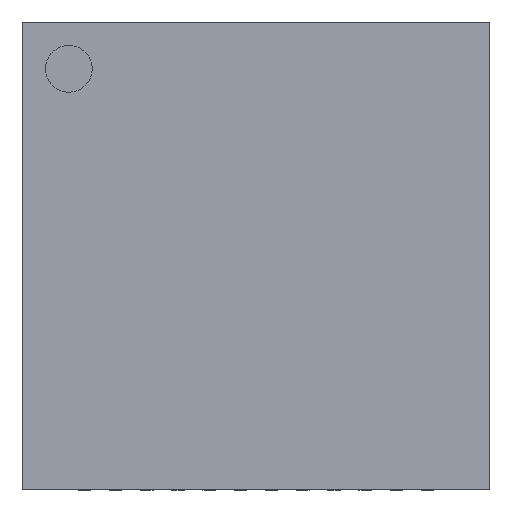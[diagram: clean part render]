
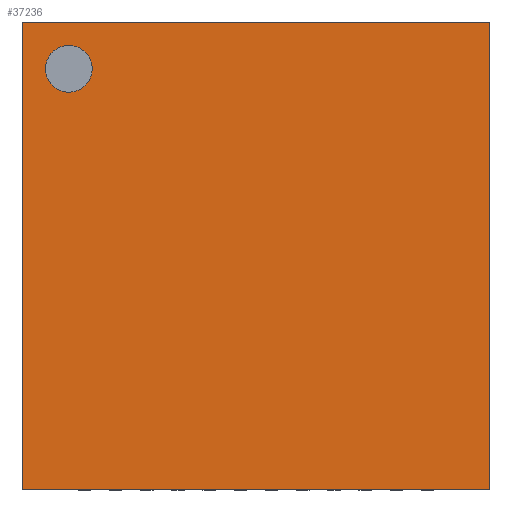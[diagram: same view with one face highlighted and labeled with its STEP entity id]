
A CAD part, top view. The second image highlights one B-rep face of the part: STEP entity #37236.
In plain terms, the highlighted planar face has unit normal (0, 0, 1).
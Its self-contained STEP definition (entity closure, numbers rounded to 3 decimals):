
#51 = CARTESIAN_POINT ( 'NONE',  ( -3., 3., 0.75 ) ) ;
#98 = ORIENTED_EDGE ( 'NONE', *, *, #22527, .F. ) ;
#305 = VERTEX_POINT ( 'NONE', #28486 ) ;
#1582 = CARTESIAN_POINT ( 'NONE',  ( -2.7, 2.4, 0.75 ) ) ;
#1969 = DIRECTION ( 'NONE',  ( 1., 0., 0. ) ) ;
#1989 = DIRECTION ( 'NONE',  ( 0., 1., 0. ) ) ;
#2416 = LINE ( 'NONE', #11574, #31622 ) ;
#4822 = FACE_BOUND ( 'NONE', #30111, .T. ) ;
#5829 = EDGE_CURVE ( 'NONE', #13154, #26988, #2416, .T. ) ;
#6781 = DIRECTION ( 'NONE',  ( -1., 0., 0. ) ) ;
#8308 = AXIS2_PLACEMENT_3D ( 'NONE', #10322, #24008, #36438 ) ;
#8487 = CARTESIAN_POINT ( 'NONE',  ( -3., 3., 0.75 ) ) ;
#8498 = FACE_OUTER_BOUND ( 'NONE', #27990, .T. ) ;
#9885 = LINE ( 'NONE', #23136, #40525 ) ;
#10300 = ORIENTED_EDGE ( 'NONE', *, *, #20106, .T. ) ;
#10322 = CARTESIAN_POINT ( 'NONE',  ( -2.4, 2.4, 0.75 ) ) ;
#11264 = VECTOR ( 'NONE', #40026, 1000. ) ;
#11574 = CARTESIAN_POINT ( 'NONE',  ( 3., 3., 0.75 ) ) ;
#11737 = VERTEX_POINT ( 'NONE', #16172 ) ;
#12107 = CIRCLE ( 'NONE', #17654, 0.3 ) ;
#13154 = VERTEX_POINT ( 'NONE', #31796 ) ;
#14316 = VECTOR ( 'NONE', #6781, 1000. ) ;
#15013 = PLANE ( 'NONE',  #40750 ) ;
#16172 = CARTESIAN_POINT ( 'NONE',  ( -2.1, 2.4, 0.75 ) ) ;
#17654 = AXIS2_PLACEMENT_3D ( 'NONE', #23800, #27077, #39138 ) ;
#20106 = EDGE_CURVE ( 'NONE', #35547, #305, #40664, .T. ) ;
#20876 = EDGE_CURVE ( 'NONE', #305, #13154, #9885, .T. ) ;
#20899 = VERTEX_POINT ( 'NONE', #1582 ) ;
#22527 = EDGE_CURVE ( 'NONE', #11737, #20899, #12107, .T. ) ;
#23136 = CARTESIAN_POINT ( 'NONE',  ( -3., -3., 0.75 ) ) ;
#23800 = CARTESIAN_POINT ( 'NONE',  ( -2.4, 2.4, 0.75 ) ) ;
#24008 = DIRECTION ( 'NONE',  ( 0., 0., 1. ) ) ;
#26988 = VERTEX_POINT ( 'NONE', #30000 ) ;
#27066 = DIRECTION ( 'NONE',  ( 1., 0., 0. ) ) ;
#27077 = DIRECTION ( 'NONE',  ( 0., 0., 1. ) ) ;
#27833 = EDGE_CURVE ( 'NONE', #26988, #35547, #36607, .T. ) ;
#27990 = EDGE_LOOP ( 'NONE', ( #37872, #29125, #10300, #30840 ) ) ;
#28486 = CARTESIAN_POINT ( 'NONE',  ( -3., -3., 0.75 ) ) ;
#29125 = ORIENTED_EDGE ( 'NONE', *, *, #27833, .T. ) ;
#29865 = CIRCLE ( 'NONE', #8308, 0.3 ) ;
#30000 = CARTESIAN_POINT ( 'NONE',  ( 3., 3., 0.75 ) ) ;
#30111 = EDGE_LOOP ( 'NONE', ( #98, #30187 ) ) ;
#30187 = ORIENTED_EDGE ( 'NONE', *, *, #35101, .F. ) ;
#30840 = ORIENTED_EDGE ( 'NONE', *, *, #20876, .T. ) ;
#31622 = VECTOR ( 'NONE', #1989, 1000. ) ;
#31766 = DIRECTION ( 'NONE',  ( 0., 0., 1. ) ) ;
#31796 = CARTESIAN_POINT ( 'NONE',  ( 3., -3., 0.75 ) ) ;
#35039 = CARTESIAN_POINT ( 'NONE',  ( 0., 0., 0.75 ) ) ;
#35101 = EDGE_CURVE ( 'NONE', #20899, #11737, #29865, .T. ) ;
#35547 = VERTEX_POINT ( 'NONE', #8487 ) ;
#36438 = DIRECTION ( 'NONE',  ( 1., 0., 0. ) ) ;
#36607 = LINE ( 'NONE', #51, #14316 ) ;
#37236 = ADVANCED_FACE ( 'NONE', ( #4822, #8498 ), #15013, .T. ) ;
#37872 = ORIENTED_EDGE ( 'NONE', *, *, #5829, .T. ) ;
#39138 = DIRECTION ( 'NONE',  ( 1., 0., 0. ) ) ;
#40026 = DIRECTION ( 'NONE',  ( 0., -1., 0. ) ) ;
#40454 = CARTESIAN_POINT ( 'NONE',  ( -3., 3., 0.75 ) ) ;
#40525 = VECTOR ( 'NONE', #27066, 1000. ) ;
#40664 = LINE ( 'NONE', #40454, #11264 ) ;
#40750 = AXIS2_PLACEMENT_3D ( 'NONE', #35039, #31766, #1969 ) ;
